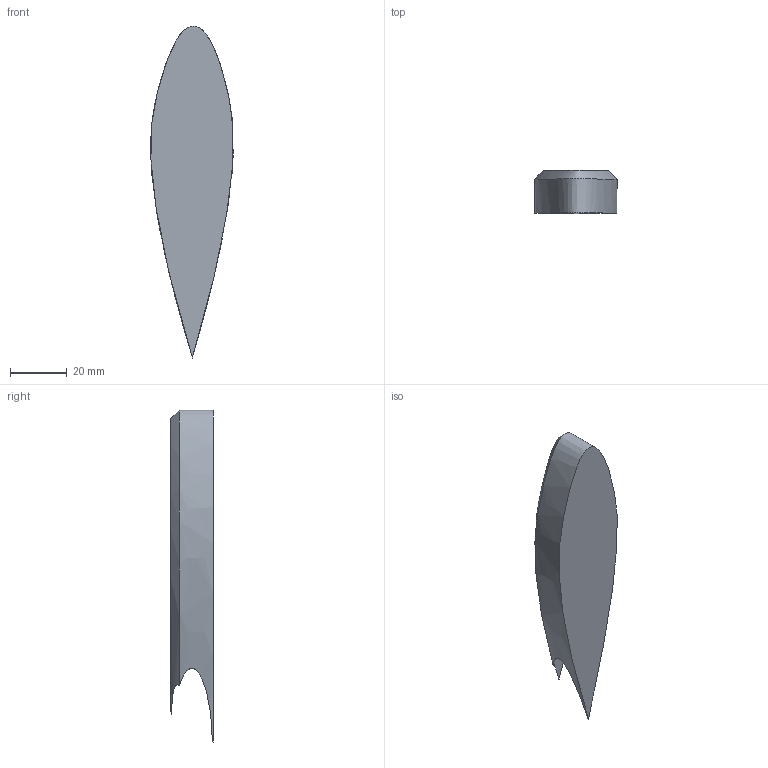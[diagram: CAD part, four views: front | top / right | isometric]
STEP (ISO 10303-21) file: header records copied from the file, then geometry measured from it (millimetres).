
FILE_DESCRIPTION(('FreeCAD Model'),'2;1');
FILE_NAME('ARIS_CAM.step', '2020-12-15T21:03:16',('Author'),(''), 'Open CASCADE STEP processor 7.3','FreeCAD','Unknown');
FILE_SCHEMA(('AUTOMOTIVE_DESIGN { 1 0 10303 214 1 1 1 1 }'));
Length unit declared in the file: millimetre
Products named in the file (1): Body001
Bounding box: 29.08 x 15 x 117.26 mm (x, y, z)
Volume: 21867 mm3; surface area: 10141.4 mm2
Topology: 1 solids, 1 shells, 8 faces, 18 edges, 12 vertices
Faces by surface type: cylinder 3, plane 3, extrusion 1, bspline 1
Full cylindrical faces by diameter (mm): 14.4 x1
Entity records: 2239 total; most frequent: CARTESIAN_POINT 1909, B_SPLINE_CURVE_WITH_KNOTS 37, DIRECTION 36, ORIENTED_EDGE 36, PCURVE 36, DEFINITIONAL_REPRESENTATION 36, EDGE_CURVE 18, SURFACE_CURVE 15
